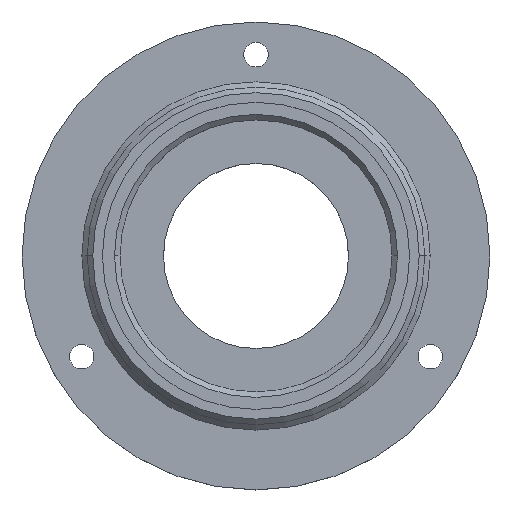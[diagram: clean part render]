
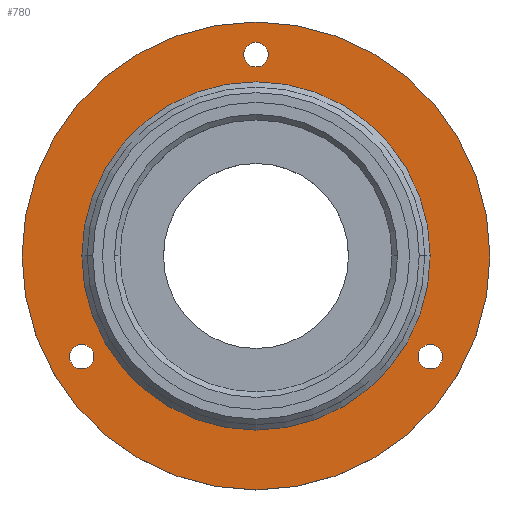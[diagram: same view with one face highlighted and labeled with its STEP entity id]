
A CAD part, top view. The second image highlights one B-rep face of the part: STEP entity #780.
In plain terms, the highlighted planar face has unit normal (0, 0, 1).
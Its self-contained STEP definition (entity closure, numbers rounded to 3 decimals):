
#6 = VERTEX_POINT ( 'NONE', #433 ) ;
#11 = DIRECTION ( 'NONE',  ( -1., 0., 0. ) ) ;
#12 = EDGE_LOOP ( 'NONE', ( #250, #449 ) ) ;
#15 = CARTESIAN_POINT ( 'NONE',  ( -29.793, -18.5, -51. ) ) ;
#20 = EDGE_LOOP ( 'NONE', ( #1144, #1033 ) ) ;
#22 = EDGE_CURVE ( 'NONE', #1043, #482, #1074, .T. ) ;
#27 = DIRECTION ( 'NONE',  ( 0., 0., 1. ) ) ;
#28 = FACE_OUTER_BOUND ( 'NONE', #12, .T. ) ;
#42 = EDGE_CURVE ( 'NONE', #273, #509, #112, .T. ) ;
#45 = PLANE ( 'NONE',  #872 ) ;
#56 = CIRCLE ( 'NONE', #336, 2.25 ) ;
#57 = AXIS2_PLACEMENT_3D ( 'NONE', #89, #884, #432 ) ;
#69 = CARTESIAN_POINT ( 'NONE',  ( 32., 0., -51. ) ) ;
#89 = CARTESIAN_POINT ( 'NONE',  ( 0., 37., -51. ) ) ;
#108 = EDGE_CURVE ( 'NONE', #772, #252, #691, .T. ) ;
#112 = CIRCLE ( 'NONE', #902, 2.25 ) ;
#114 = CARTESIAN_POINT ( 'NONE',  ( -43., 0., -51. ) ) ;
#117 = FACE_BOUND ( 'NONE', #688, .T. ) ;
#122 = CARTESIAN_POINT ( 'NONE',  ( -32.043, -18.5, -51. ) ) ;
#132 = FACE_BOUND ( 'NONE', #805, .T. ) ;
#145 = EDGE_CURVE ( 'NONE', #482, #1043, #152, .T. ) ;
#152 = CIRCLE ( 'NONE', #1151, 43. ) ;
#156 = CARTESIAN_POINT ( 'NONE',  ( 32.043, -18.5, -51. ) ) ;
#157 = AXIS2_PLACEMENT_3D ( 'NONE', #156, #677, #961 ) ;
#167 = ORIENTED_EDGE ( 'NONE', *, *, #108, .F. ) ;
#168 = CARTESIAN_POINT ( 'NONE',  ( 0., 0., -51. ) ) ;
#170 = EDGE_CURVE ( 'NONE', #252, #772, #1116, .T. ) ;
#182 = DIRECTION ( 'NONE',  ( 0., 0., 1. ) ) ;
#194 = EDGE_CURVE ( 'NONE', #6, #269, #56, .T. ) ;
#218 = AXIS2_PLACEMENT_3D ( 'NONE', #995, #1065, #791 ) ;
#221 = FACE_BOUND ( 'NONE', #20, .T. ) ;
#250 = ORIENTED_EDGE ( 'NONE', *, *, #145, .T. ) ;
#252 = VERTEX_POINT ( 'NONE', #534 ) ;
#262 = AXIS2_PLACEMENT_3D ( 'NONE', #168, #335, #511 ) ;
#269 = VERTEX_POINT ( 'NONE', #15 ) ;
#273 = VERTEX_POINT ( 'NONE', #1096 ) ;
#283 = EDGE_CURVE ( 'NONE', #269, #6, #746, .T. ) ;
#300 = DIRECTION ( 'NONE',  ( 1., 0., 0. ) ) ;
#335 = DIRECTION ( 'NONE',  ( 0., 0., 1. ) ) ;
#336 = AXIS2_PLACEMENT_3D ( 'NONE', #444, #921, #703 ) ;
#354 = CARTESIAN_POINT ( 'NONE',  ( 32.043, -18.5, -51. ) ) ;
#375 = ORIENTED_EDGE ( 'NONE', *, *, #663, .F. ) ;
#432 = DIRECTION ( 'NONE',  ( -1., 0., 0. ) ) ;
#433 = CARTESIAN_POINT ( 'NONE',  ( -34.293, -18.5, -51. ) ) ;
#444 = CARTESIAN_POINT ( 'NONE',  ( -32.043, -18.5, -51. ) ) ;
#449 = ORIENTED_EDGE ( 'NONE', *, *, #22, .T. ) ;
#460 = ORIENTED_EDGE ( 'NONE', *, *, #283, .F. ) ;
#473 = CARTESIAN_POINT ( 'NONE',  ( -32., 0., -51. ) ) ;
#475 = DIRECTION ( 'NONE',  ( 0., 0., -1. ) ) ;
#482 = VERTEX_POINT ( 'NONE', #928 ) ;
#509 = VERTEX_POINT ( 'NONE', #761 ) ;
#511 = DIRECTION ( 'NONE',  ( 1., 0., 0. ) ) ;
#534 = CARTESIAN_POINT ( 'NONE',  ( -2.25, 37., -51. ) ) ;
#608 = DIRECTION ( 'NONE',  ( -1., 0., 0. ) ) ;
#609 = DIRECTION ( 'NONE',  ( 0., 0., 1. ) ) ;
#613 = EDGE_LOOP ( 'NONE', ( #652, #167 ) ) ;
#652 = ORIENTED_EDGE ( 'NONE', *, *, #170, .F. ) ;
#658 = AXIS2_PLACEMENT_3D ( 'NONE', #122, #27, #11 ) ;
#663 = EDGE_CURVE ( 'NONE', #801, #1067, #735, .T. ) ;
#677 = DIRECTION ( 'NONE',  ( 0., 0., 1. ) ) ;
#688 = EDGE_LOOP ( 'NONE', ( #862, #460 ) ) ;
#691 = CIRCLE ( 'NONE', #57, 2.25 ) ;
#703 = DIRECTION ( 'NONE',  ( -1., 0., 0. ) ) ;
#728 = CARTESIAN_POINT ( 'NONE',  ( 0., 0., -51. ) ) ;
#735 = CIRCLE ( 'NONE', #218, 32. ) ;
#737 = AXIS2_PLACEMENT_3D ( 'NONE', #728, #1093, #300 ) ;
#744 = EDGE_CURVE ( 'NONE', #1067, #801, #774, .T. ) ;
#746 = CIRCLE ( 'NONE', #658, 2.25 ) ;
#761 = CARTESIAN_POINT ( 'NONE',  ( 34.293, -18.5, -51. ) ) ;
#772 = VERTEX_POINT ( 'NONE', #922 ) ;
#774 = CIRCLE ( 'NONE', #737, 32. ) ;
#780 = ADVANCED_FACE ( 'NONE', ( #915, #132, #28, #117, #221 ), #45, .F. ) ;
#791 = DIRECTION ( 'NONE',  ( 1., 0., 0. ) ) ;
#801 = VERTEX_POINT ( 'NONE', #69 ) ;
#805 = EDGE_LOOP ( 'NONE', ( #969, #375 ) ) ;
#862 = ORIENTED_EDGE ( 'NONE', *, *, #194, .F. ) ;
#872 = AXIS2_PLACEMENT_3D ( 'NONE', #1097, #475, #1110 ) ;
#884 = DIRECTION ( 'NONE',  ( 0., 0., 1. ) ) ;
#902 = AXIS2_PLACEMENT_3D ( 'NONE', #354, #609, #973 ) ;
#915 = FACE_BOUND ( 'NONE', #613, .T. ) ;
#919 = CIRCLE ( 'NONE', #157, 2.25 ) ;
#921 = DIRECTION ( 'NONE',  ( 0., 0., 1. ) ) ;
#922 = CARTESIAN_POINT ( 'NONE',  ( 2.25, 37., -51. ) ) ;
#928 = CARTESIAN_POINT ( 'NONE',  ( 43., 0., -51. ) ) ;
#929 = EDGE_CURVE ( 'NONE', #509, #273, #919, .T. ) ;
#961 = DIRECTION ( 'NONE',  ( -1., 0., 0. ) ) ;
#969 = ORIENTED_EDGE ( 'NONE', *, *, #744, .F. ) ;
#973 = DIRECTION ( 'NONE',  ( -1., 0., 0. ) ) ;
#977 = CARTESIAN_POINT ( 'NONE',  ( 0., 37., -51. ) ) ;
#995 = CARTESIAN_POINT ( 'NONE',  ( 0., 0., -51. ) ) ;
#1033 = ORIENTED_EDGE ( 'NONE', *, *, #929, .F. ) ;
#1043 = VERTEX_POINT ( 'NONE', #114 ) ;
#1044 = DIRECTION ( 'NONE',  ( 1., 0., 0. ) ) ;
#1055 = AXIS2_PLACEMENT_3D ( 'NONE', #977, #182, #608 ) ;
#1065 = DIRECTION ( 'NONE',  ( 0., 0., 1. ) ) ;
#1067 = VERTEX_POINT ( 'NONE', #473 ) ;
#1074 = CIRCLE ( 'NONE', #262, 43. ) ;
#1093 = DIRECTION ( 'NONE',  ( 0., 0., 1. ) ) ;
#1096 = CARTESIAN_POINT ( 'NONE',  ( 29.793, -18.5, -51. ) ) ;
#1097 = CARTESIAN_POINT ( 'NONE',  ( 0., 43., -51. ) ) ;
#1110 = DIRECTION ( 'NONE',  ( -1., 0., 0. ) ) ;
#1116 = CIRCLE ( 'NONE', #1055, 2.25 ) ;
#1129 = DIRECTION ( 'NONE',  ( 0., 0., 1. ) ) ;
#1135 = CARTESIAN_POINT ( 'NONE',  ( 0., 0., -51. ) ) ;
#1144 = ORIENTED_EDGE ( 'NONE', *, *, #42, .F. ) ;
#1151 = AXIS2_PLACEMENT_3D ( 'NONE', #1135, #1129, #1044 ) ;
